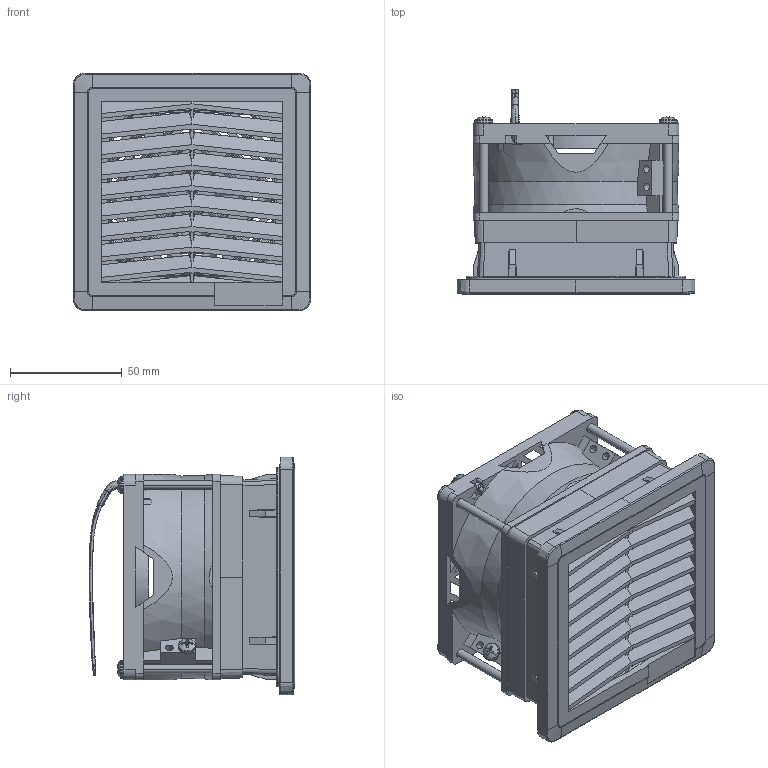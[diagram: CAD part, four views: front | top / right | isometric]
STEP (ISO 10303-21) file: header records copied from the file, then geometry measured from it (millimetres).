
FILE_DESCRIPTION((''),'2;1');
FILE_NAME('FL-4023A','2013-09-17T',('alexcam'),(''),'PRO/ENGINEER BY PARAMETRIC TECHNOLOGY CORPORATION, 2010040','PRO/ENGINEER BY PARAMETRIC TECHNOLOGY CORPORATION, 2010040','');
FILE_SCHEMA(('AUTOMOTIVE_DESIGN_CC2 { 1 2 10303 214 -1 1 5 2 }'));
Products named in the file (1): FL-4023A
Bounding box: 106.5 x 92.08 x 106.5 mm (x, y, z)
Volume: 118878.1 mm3; surface area: 138491.9 mm2
Topology: 4 solids, 11 shells, 1821 faces, 5070 edges, 3192 vertices
Faces by surface type: plane 1112, cylinder 307, bspline 174, cone 144, torus 60, sphere 18, extrusion 6
Entity records: 92632 total; most frequent: CARTESIAN_POINT 30238, ORIENTED_EDGE 10128, DIRECTION 8688, PRESENTATION_STYLE_ASSIGNMENT 5271, STYLED_ITEM 5075, CURVE_STYLE 5068, EDGE_CURVE 5068, VERTEX_POINT 3192
